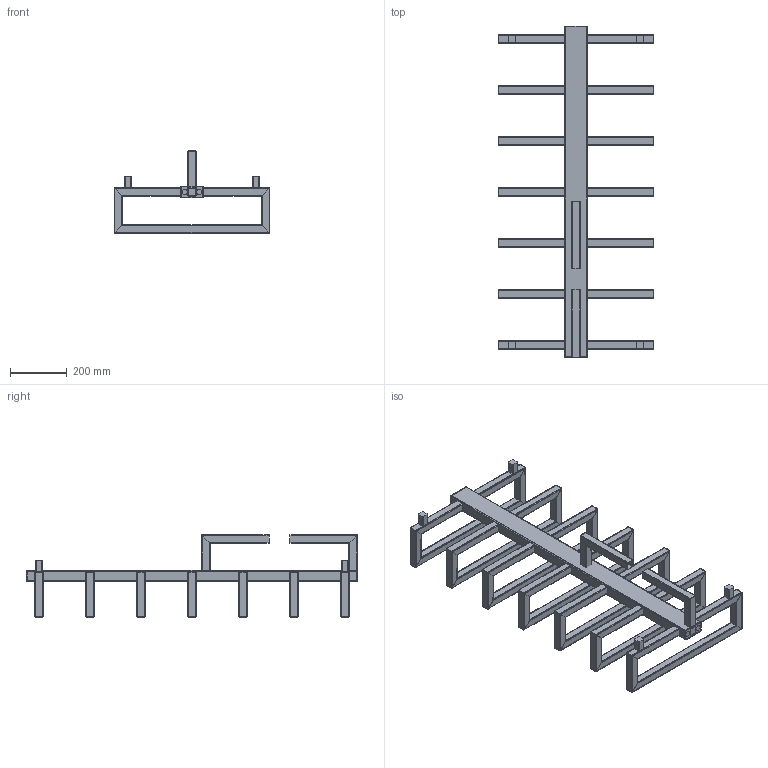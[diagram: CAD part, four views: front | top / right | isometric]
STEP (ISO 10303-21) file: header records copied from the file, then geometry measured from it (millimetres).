
FILE_DESCRIPTION( ( 'Unknown' ), '1' );
FILE_NAME( 'DRAGON.stp', 'Unknown', ( 'Unknown' ), ( 'Unknown' ), 'PSStep 10.1', 'Unknown', ' ' );
FILE_SCHEMA( ( 'AUTOMOTIVE_DESIGN { 1 0 10303 214 1 1 1 1 }' ) );
Length unit declared in the file: millimetre
Products named in the file (9): suszarka - ramka po gieciu; Assem1; profil L 490; profil L 100; profil L 208; kolektor pionowy 80x60 L1170; zaœlepka bez gwintu; zaœlepka z gwintem; uchwyt
Bounding box: 550 x 1170 x 290 mm (x, y, z)
Volume: 2931316.9 mm3; surface area: 3439736.4 mm2
Topology: 54 solids, 54 shells, 1395 faces, 4044 edges, 2692 vertices
Faces by surface type: plane 778, cylinder 601, torus 8, bspline 4, cone 4
Full cylindrical faces by diameter (mm): 18.631 x4, 25 x4
Entity records: 11134 total; most frequent: CARTESIAN_POINT 1781, DIRECTION 1542, ORIENTED_EDGE 1464, EDGE_CURVE 732, AXIS2_PLACEMENT_3D 543, VERTEX_POINT 490, LINE 456, VECTOR 456
